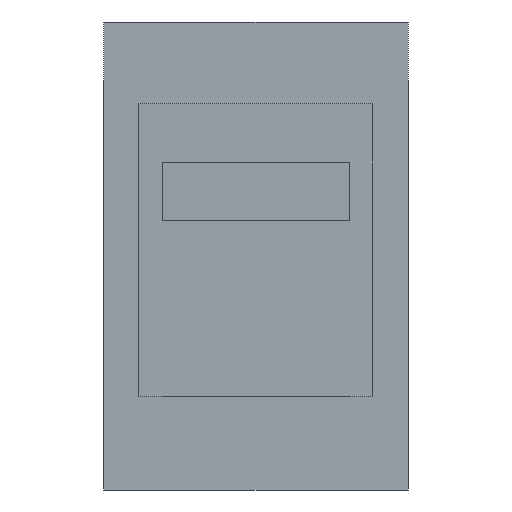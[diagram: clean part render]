
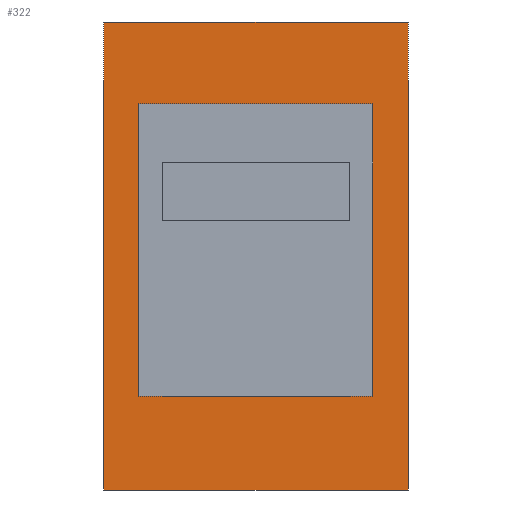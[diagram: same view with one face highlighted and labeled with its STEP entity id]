
A CAD part, front view. The second image highlights one B-rep face of the part: STEP entity #322.
In plain terms, the highlighted planar face has unit normal (0, -1, 0).
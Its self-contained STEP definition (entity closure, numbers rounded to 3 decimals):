
#40 = VERTEX_POINT('',#41);
#41 = CARTESIAN_POINT('',(-13.,-15.,40.));
#47 = EDGE_CURVE('',#48,#40,#50,.T.);
#48 = VERTEX_POINT('',#49);
#49 = CARTESIAN_POINT('',(-13.,-15.,0.));
#50 = LINE('',#51,#52);
#51 = CARTESIAN_POINT('',(-13.,-15.,0.));
#52 = VECTOR('',#53,1.);
#53 = DIRECTION('',(0.,0.,1.));
#245 = EDGE_CURVE('',#40,#246,#248,.T.);
#246 = VERTEX_POINT('',#247);
#247 = CARTESIAN_POINT('',(13.,-15.,40.));
#248 = LINE('',#249,#250);
#249 = CARTESIAN_POINT('',(-13.,-15.,40.));
#250 = VECTOR('',#251,1.);
#251 = DIRECTION('',(1.,0.,0.));
#322 = ADVANCED_FACE('',(#323,#341),#375,.F.);
#323 = FACE_BOUND('',#324,.F.);
#324 = EDGE_LOOP('',(#325,#326,#327,#335));
#325 = ORIENTED_EDGE('',*,*,#47,.T.);
#326 = ORIENTED_EDGE('',*,*,#245,.T.);
#327 = ORIENTED_EDGE('',*,*,#328,.F.);
#328 = EDGE_CURVE('',#329,#246,#331,.T.);
#329 = VERTEX_POINT('',#330);
#330 = CARTESIAN_POINT('',(13.,-15.,0.));
#331 = LINE('',#332,#333);
#332 = CARTESIAN_POINT('',(13.,-15.,0.));
#333 = VECTOR('',#334,1.);
#334 = DIRECTION('',(0.,0.,1.));
#335 = ORIENTED_EDGE('',*,*,#336,.F.);
#336 = EDGE_CURVE('',#48,#329,#337,.T.);
#337 = LINE('',#338,#339);
#338 = CARTESIAN_POINT('',(-13.,-15.,0.));
#339 = VECTOR('',#340,1.);
#340 = DIRECTION('',(1.,0.,0.));
#341 = FACE_BOUND('',#342,.F.);
#342 = EDGE_LOOP('',(#343,#353,#361,#369));
#343 = ORIENTED_EDGE('',*,*,#344,.T.);
#344 = EDGE_CURVE('',#345,#347,#349,.T.);
#345 = VERTEX_POINT('',#346);
#346 = CARTESIAN_POINT('',(-10.,-15.,8.));
#347 = VERTEX_POINT('',#348);
#348 = CARTESIAN_POINT('',(10.,-15.,8.));
#349 = LINE('',#350,#351);
#350 = CARTESIAN_POINT('',(-10.,-15.,8.));
#351 = VECTOR('',#352,1.);
#352 = DIRECTION('',(1.,0.,0.));
#353 = ORIENTED_EDGE('',*,*,#354,.T.);
#354 = EDGE_CURVE('',#347,#355,#357,.T.);
#355 = VERTEX_POINT('',#356);
#356 = CARTESIAN_POINT('',(10.,-15.,33.));
#357 = LINE('',#358,#359);
#358 = CARTESIAN_POINT('',(10.,-15.,8.));
#359 = VECTOR('',#360,1.);
#360 = DIRECTION('',(0.,0.,1.));
#361 = ORIENTED_EDGE('',*,*,#362,.T.);
#362 = EDGE_CURVE('',#355,#363,#365,.T.);
#363 = VERTEX_POINT('',#364);
#364 = CARTESIAN_POINT('',(-10.,-15.,33.));
#365 = LINE('',#366,#367);
#366 = CARTESIAN_POINT('',(10.,-15.,33.));
#367 = VECTOR('',#368,1.);
#368 = DIRECTION('',(-1.,0.,0.));
#369 = ORIENTED_EDGE('',*,*,#370,.T.);
#370 = EDGE_CURVE('',#363,#345,#371,.T.);
#371 = LINE('',#372,#373);
#372 = CARTESIAN_POINT('',(-10.,-15.,33.));
#373 = VECTOR('',#374,1.);
#374 = DIRECTION('',(0.,0.,-1.));
#375 = PLANE('',#376);
#376 = AXIS2_PLACEMENT_3D('',#377,#378,#379);
#377 = CARTESIAN_POINT('',(-13.,-15.,0.));
#378 = DIRECTION('',(0.,1.,0.));
#379 = DIRECTION('',(1.,0.,0.));
